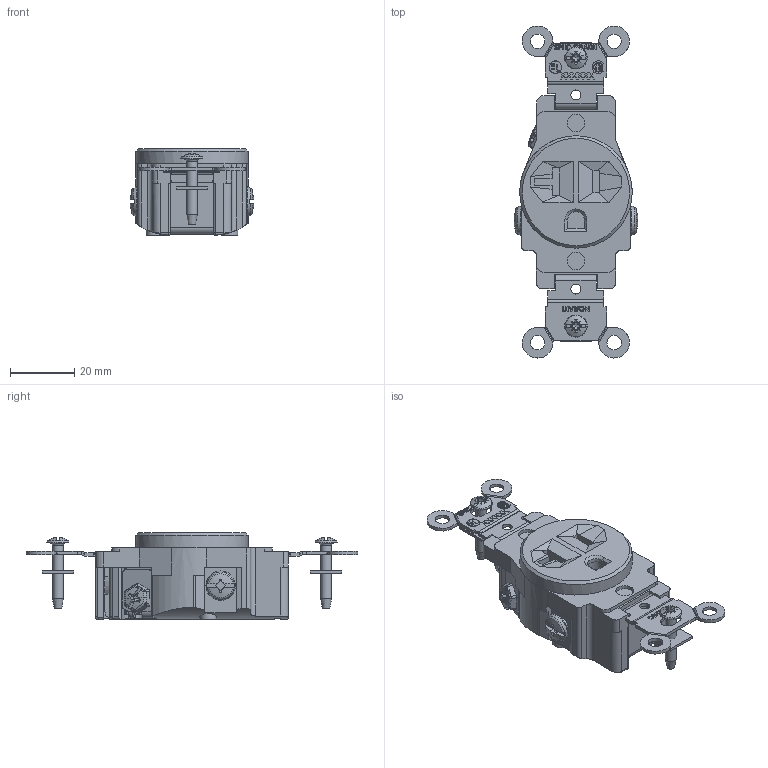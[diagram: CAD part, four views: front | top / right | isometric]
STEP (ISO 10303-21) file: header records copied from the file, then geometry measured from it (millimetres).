
FILE_DESCRIPTION (( 'STEP AP214' ), '1' );
FILE_NAME ('CATSTD-05891-00X-M01.STEP', '2022-02-15T18:54:11', ( '' ), ( '' ), 'SwSTEP 2.0', 'SolidWorks 2020', '' );
FILE_SCHEMA (( 'AUTOMOTIVE_DESIGN' ));
Length unit declared in the file: inch
Products named in the file (1): CATSTD-05891-00X-M01
Bounding box: 38.43 x 103.2 x 26.95 mm (x, y, z)
Volume: 38982.1 mm3; surface area: 14117.7 mm2
Topology: 5 solids, 5 shells, 1098 faces, 2995 edges, 1955 vertices
Faces by surface type: plane 730, cylinder 176, bspline 76, cone 52, torus 46, sphere 18
Full cylindrical faces by diameter (mm): 2.362 x1, 2.858 x2, 2.997 x2, 3.099 x2, 3.124 x2, 3.404 x2, 3.734 x1, 3.962 x1, 4.445 x1, 4.521 x3, 5.156 x2, 6.045 x1, 6.858 x2, 34.9 x1
Entity records: 59761 total; most frequent: CARTESIAN_POINT 18752, ORIENTED_EDGE 5892, DIRECTION 5013, EDGE_CURVE 2946, VERTEX_POINT 1942, VECTOR 1845, LINE 1845, AXIS2_PLACEMENT_3D 1584
